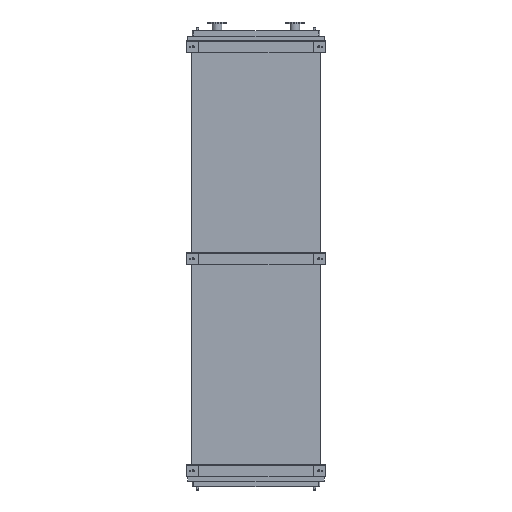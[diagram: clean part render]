
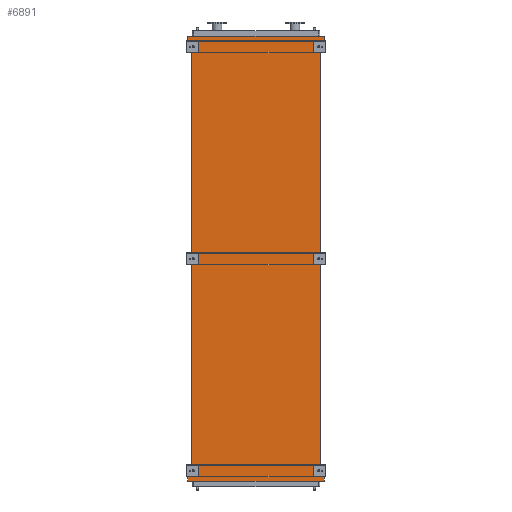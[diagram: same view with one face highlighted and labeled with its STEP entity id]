
A CAD part, front view. The second image highlights one B-rep face of the part: STEP entity #6891.
In plain terms, the highlighted planar face has unit normal (0, -1, 0).
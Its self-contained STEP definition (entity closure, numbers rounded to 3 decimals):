
#318 = CARTESIAN_POINT ( 'NONE',  ( 725., 0., -4850. ) ) ;
#1379 = VERTEX_POINT ( 'NONE', #4151 ) ;
#1494 = EDGE_CURVE ( 'NONE', #1379, #31693, #3701, .T. ) ;
#2170 = AXIS2_PLACEMENT_3D ( 'NONE', #13531, #8577, #25977 ) ;
#2533 = FACE_OUTER_BOUND ( 'NONE', #18436, .T. ) ;
#3045 = VERTEX_POINT ( 'NONE', #4783 ) ;
#3406 = ORIENTED_EDGE ( 'NONE', *, *, #14081, .F. ) ;
#3701 = LINE ( 'NONE', #24737, #10401 ) ;
#4151 = CARTESIAN_POINT ( 'NONE',  ( -725., 0., -4850. ) ) ;
#4575 = VECTOR ( 'NONE', #22140, 1000. ) ;
#4667 = CARTESIAN_POINT ( 'NONE',  ( 771., 0., -4945. ) ) ;
#4783 = CARTESIAN_POINT ( 'NONE',  ( 725., 0., 0. ) ) ;
#5035 = EDGE_CURVE ( 'NONE', #26454, #30615, #8946, .T. ) ;
#5204 = CARTESIAN_POINT ( 'NONE',  ( -725., 0., 0. ) ) ;
#5470 = CARTESIAN_POINT ( 'NONE',  ( 771., 0., 95. ) ) ;
#5891 = EDGE_CURVE ( 'NONE', #6039, #15140, #27662, .T. ) ;
#6039 = VERTEX_POINT ( 'NONE', #7746 ) ;
#6052 = VECTOR ( 'NONE', #23308, 1000. ) ;
#6134 = DIRECTION ( 'NONE',  ( 0., 0., 1. ) ) ;
#6360 = CARTESIAN_POINT ( 'NONE',  ( 771., 0., 53. ) ) ;
#6368 = VECTOR ( 'NONE', #7987, 1000. ) ;
#6586 = LINE ( 'NONE', #28258, #14057 ) ;
#6891 = ADVANCED_FACE ( 'NONE', ( #2533 ), #23487, .T. ) ;
#7194 = DIRECTION ( 'NONE',  ( -1., 0., 0. ) ) ;
#7338 = ORIENTED_EDGE ( 'NONE', *, *, #23401, .F. ) ;
#7746 = CARTESIAN_POINT ( 'NONE',  ( 771., 0., -4945. ) ) ;
#7755 = VECTOR ( 'NONE', #7194, 1000. ) ;
#7987 = DIRECTION ( 'NONE',  ( 0., 0., -1. ) ) ;
#8476 = CARTESIAN_POINT ( 'NONE',  ( -771., 0., 95. ) ) ;
#8577 = DIRECTION ( 'NONE',  ( 0., -1., 0. ) ) ;
#8791 = LINE ( 'NONE', #318, #21243 ) ;
#8946 = LINE ( 'NONE', #8476, #14820 ) ;
#9704 = ORIENTED_EDGE ( 'NONE', *, *, #11138, .F. ) ;
#9867 = DIRECTION ( 'NONE',  ( 0., 0., 1. ) ) ;
#10401 = VECTOR ( 'NONE', #9867, 1000. ) ;
#11132 = CARTESIAN_POINT ( 'NONE',  ( 771., 0., 53. ) ) ;
#11138 = EDGE_CURVE ( 'NONE', #18902, #6039, #16787, .T. ) ;
#11685 = ORIENTED_EDGE ( 'NONE', *, *, #1494, .F. ) ;
#11750 = EDGE_CURVE ( 'NONE', #31465, #1379, #12749, .T. ) ;
#12311 = VERTEX_POINT ( 'NONE', #18203 ) ;
#12354 = VECTOR ( 'NONE', #6134, 1000. ) ;
#12412 = VERTEX_POINT ( 'NONE', #6360 ) ;
#12749 = LINE ( 'NONE', #20816, #6052 ) ;
#12850 = EDGE_CURVE ( 'NONE', #30615, #12412, #26257, .T. ) ;
#13531 = CARTESIAN_POINT ( 'NONE',  ( -725., 0., -4850. ) ) ;
#14025 = CARTESIAN_POINT ( 'NONE',  ( -771., 0., -4945. ) ) ;
#14057 = VECTOR ( 'NONE', #18462, 1000. ) ;
#14081 = EDGE_CURVE ( 'NONE', #31693, #12311, #24603, .T. ) ;
#14820 = VECTOR ( 'NONE', #28432, 1000. ) ;
#15140 = VERTEX_POINT ( 'NONE', #14025 ) ;
#15217 = CARTESIAN_POINT ( 'NONE',  ( -771., 0., 95. ) ) ;
#15427 = DIRECTION ( 'NONE',  ( 0., 0., 1. ) ) ;
#15709 = CARTESIAN_POINT ( 'NONE',  ( 725., 0., -4850. ) ) ;
#15757 = EDGE_CURVE ( 'NONE', #24516, #18902, #6586, .T. ) ;
#16140 = DIRECTION ( 'NONE',  ( -0.655, 0., -0.755 ) ) ;
#16787 = LINE ( 'NONE', #29725, #23385 ) ;
#17062 = CARTESIAN_POINT ( 'NONE',  ( -771., 0., 53. ) ) ;
#17599 = CARTESIAN_POINT ( 'NONE',  ( -771., 0., -4903. ) ) ;
#17684 = DIRECTION ( 'NONE',  ( -0.655, 0., 0.755 ) ) ;
#17899 = ORIENTED_EDGE ( 'NONE', *, *, #22570, .F. ) ;
#17909 = LINE ( 'NONE', #17062, #4575 ) ;
#17934 = ORIENTED_EDGE ( 'NONE', *, *, #15757, .F. ) ;
#18203 = CARTESIAN_POINT ( 'NONE',  ( -771., 0., 53. ) ) ;
#18436 = EDGE_LOOP ( 'NONE', ( #28800, #17899, #31139, #26839, #29205, #3406, #11685, #24846, #7338, #22159, #9704, #17934 ) ) ;
#18462 = DIRECTION ( 'NONE',  ( 0.655, 0., -0.755 ) ) ;
#18902 = VERTEX_POINT ( 'NONE', #27126 ) ;
#19677 = DIRECTION ( 'NONE',  ( 0., 0., -1. ) ) ;
#20816 = CARTESIAN_POINT ( 'NONE',  ( -771., 0., -4903. ) ) ;
#21243 = VECTOR ( 'NONE', #15427, 1000. ) ;
#22140 = DIRECTION ( 'NONE',  ( 0., 0., 1. ) ) ;
#22159 = ORIENTED_EDGE ( 'NONE', *, *, #5891, .F. ) ;
#22570 = EDGE_CURVE ( 'NONE', #12412, #3045, #25175, .T. ) ;
#23308 = DIRECTION ( 'NONE',  ( 0.655, 0., 0.755 ) ) ;
#23385 = VECTOR ( 'NONE', #19677, 1000. ) ;
#23401 = EDGE_CURVE ( 'NONE', #15140, #31465, #25551, .T. ) ;
#23487 = PLANE ( 'NONE',  #2170 ) ;
#23639 = VECTOR ( 'NONE', #16140, 1000. ) ;
#24015 = EDGE_CURVE ( 'NONE', #24516, #3045, #8791, .T. ) ;
#24516 = VERTEX_POINT ( 'NONE', #15709 ) ;
#24603 = LINE ( 'NONE', #5204, #31298 ) ;
#24737 = CARTESIAN_POINT ( 'NONE',  ( -725., 0., -4850. ) ) ;
#24846 = ORIENTED_EDGE ( 'NONE', *, *, #11750, .F. ) ;
#25175 = LINE ( 'NONE', #11132, #23639 ) ;
#25551 = LINE ( 'NONE', #25961, #12354 ) ;
#25961 = CARTESIAN_POINT ( 'NONE',  ( -771., 0., -4945. ) ) ;
#25977 = DIRECTION ( 'NONE',  ( 0., 0., -1. ) ) ;
#26257 = LINE ( 'NONE', #5470, #6368 ) ;
#26454 = VERTEX_POINT ( 'NONE', #15217 ) ;
#26839 = ORIENTED_EDGE ( 'NONE', *, *, #5035, .F. ) ;
#27126 = CARTESIAN_POINT ( 'NONE',  ( 771., 0., -4903. ) ) ;
#27662 = LINE ( 'NONE', #4667, #7755 ) ;
#27833 = CARTESIAN_POINT ( 'NONE',  ( -725., 0., 0. ) ) ;
#28258 = CARTESIAN_POINT ( 'NONE',  ( 725., 0., -4850. ) ) ;
#28432 = DIRECTION ( 'NONE',  ( 1., 0., 0. ) ) ;
#28800 = ORIENTED_EDGE ( 'NONE', *, *, #24015, .T. ) ;
#28812 = CARTESIAN_POINT ( 'NONE',  ( 771., 0., 95. ) ) ;
#29205 = ORIENTED_EDGE ( 'NONE', *, *, #30114, .F. ) ;
#29725 = CARTESIAN_POINT ( 'NONE',  ( 771., 0., -4903. ) ) ;
#30114 = EDGE_CURVE ( 'NONE', #12311, #26454, #17909, .T. ) ;
#30615 = VERTEX_POINT ( 'NONE', #28812 ) ;
#31139 = ORIENTED_EDGE ( 'NONE', *, *, #12850, .F. ) ;
#31298 = VECTOR ( 'NONE', #17684, 1000. ) ;
#31465 = VERTEX_POINT ( 'NONE', #17599 ) ;
#31693 = VERTEX_POINT ( 'NONE', #27833 ) ;
